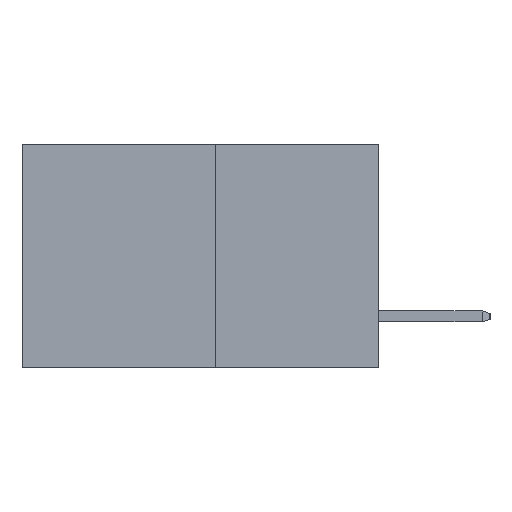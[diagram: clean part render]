
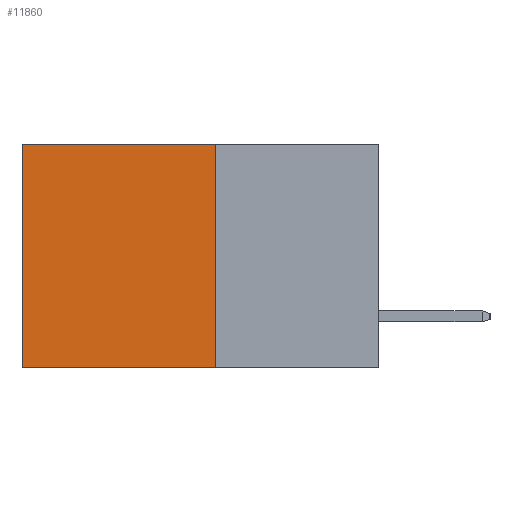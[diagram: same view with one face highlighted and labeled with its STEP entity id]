
A CAD part, left-side view. The second image highlights one B-rep face of the part: STEP entity #11860.
In plain terms, the highlighted planar face has unit normal (-1, 0, 0).
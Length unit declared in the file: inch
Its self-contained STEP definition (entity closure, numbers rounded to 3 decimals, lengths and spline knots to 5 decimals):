
#3 = DIRECTION ( 'NONE',  ( 0., 0., -1. ) ) ;
#39 = VECTOR ( 'NONE', #3780, 39.37008 ) ;
#213 = CARTESIAN_POINT ( 'NONE',  ( 0.277, 0.27, -0.37 ) ) ;
#603 = VERTEX_POINT ( 'NONE', #5802 ) ;
#732 = VECTOR ( 'NONE', #6179, 39.37008 ) ;
#1952 = EDGE_LOOP ( 'NONE', ( #10230, #7198, #7340, #4604 ) ) ;
#2224 = VERTEX_POINT ( 'NONE', #12093 ) ;
#2573 = CARTESIAN_POINT ( 'NONE',  ( 0.277, 0.59, -0.37 ) ) ;
#2607 = LINE ( 'NONE', #10887, #2927 ) ;
#2692 = LINE ( 'NONE', #9656, #39 ) ;
#2907 = LINE ( 'NONE', #2573, #9832 ) ;
#2927 = VECTOR ( 'NONE', #3352, 39.37008 ) ;
#2948 = DIRECTION ( 'NONE',  ( 0., 0., -1. ) ) ;
#2950 = CARTESIAN_POINT ( 'NONE',  ( 0.277, 0.59, -0.37 ) ) ;
#3352 = DIRECTION ( 'NONE',  ( 0., 1., 0. ) ) ;
#3545 = VERTEX_POINT ( 'NONE', #5939 ) ;
#3780 = DIRECTION ( 'NONE',  ( 0., 1., 0. ) ) ;
#3839 = EDGE_CURVE ( 'NONE', #3545, #2224, #2692, .T. ) ;
#4604 = ORIENTED_EDGE ( 'NONE', *, *, #3839, .T. ) ;
#5802 = CARTESIAN_POINT ( 'NONE',  ( 0.277, 0.27, -0.37 ) ) ;
#5939 = CARTESIAN_POINT ( 'NONE',  ( 0.277, 0.27, 0. ) ) ;
#5972 = DIRECTION ( 'NONE',  ( 1., 0., 0. ) ) ;
#6179 = DIRECTION ( 'NONE',  ( 0., 0., -1. ) ) ;
#7097 = AXIS2_PLACEMENT_3D ( 'NONE', #10515, #5972, #3 ) ;
#7198 = ORIENTED_EDGE ( 'NONE', *, *, #10415, .F. ) ;
#7340 = ORIENTED_EDGE ( 'NONE', *, *, #9679, .F. ) ;
#7896 = FACE_OUTER_BOUND ( 'NONE', #1952, .T. ) ;
#8668 = EDGE_CURVE ( 'NONE', #2224, #11823, #2907, .T. ) ;
#9584 = PLANE ( 'NONE',  #7097 ) ;
#9656 = CARTESIAN_POINT ( 'NONE',  ( 0.277, 0.27, 0. ) ) ;
#9679 = EDGE_CURVE ( 'NONE', #3545, #603, #10602, .T. ) ;
#9832 = VECTOR ( 'NONE', #2948, 39.37008 ) ;
#10230 = ORIENTED_EDGE ( 'NONE', *, *, #8668, .T. ) ;
#10415 = EDGE_CURVE ( 'NONE', #603, #11823, #2607, .T. ) ;
#10515 = CARTESIAN_POINT ( 'NONE',  ( 0.277, 0.27, -0.37 ) ) ;
#10602 = LINE ( 'NONE', #213, #732 ) ;
#10887 = CARTESIAN_POINT ( 'NONE',  ( 0.277, 0.27, -0.37 ) ) ;
#11823 = VERTEX_POINT ( 'NONE', #2950 ) ;
#11860 = ADVANCED_FACE ( 'NONE', ( #7896 ), #9584, .F. ) ;
#12093 = CARTESIAN_POINT ( 'NONE',  ( 0.277, 0.59, 0. ) ) ;
